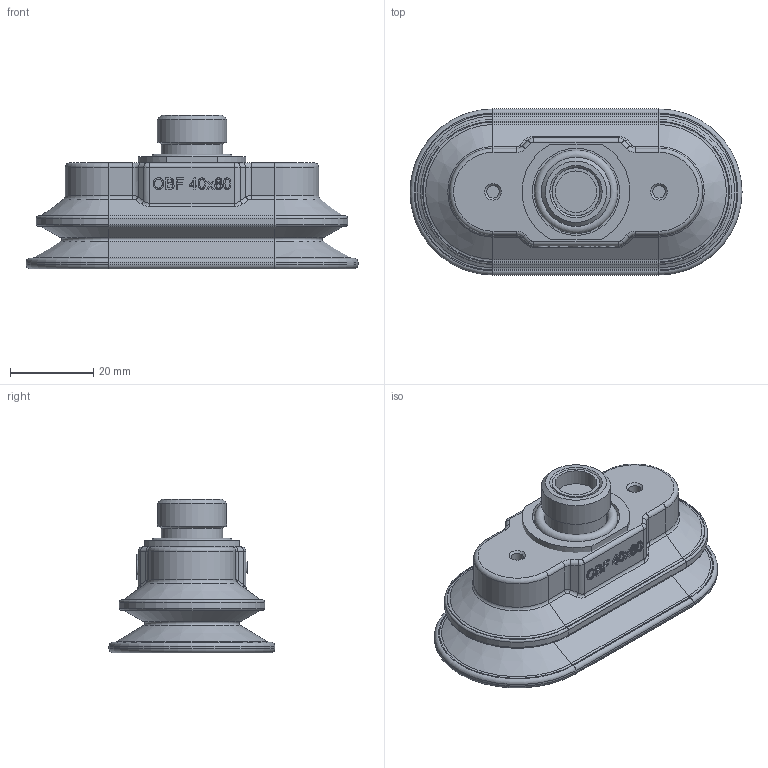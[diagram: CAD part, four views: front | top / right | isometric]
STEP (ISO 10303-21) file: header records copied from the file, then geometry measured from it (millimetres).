
FILE_DESCRIPTION(/* description */ ('Unknown'),/* implementation_level */ '2;1');
FILE_NAME(/* name */ 'SE-0419027',/* time_stamp */ '2018-02-15T10:30:47+01:00',/* author */ ('Unknown'),/* organization */ ('Unknown'),/* preprocessor_version */ 'ST-DEVELOPER v16.7',/* originating_system */ 'DEX',/* authorisation */ $);
FILE_SCHEMA (('AUTOMOTIVE_DESIGN {1 0 10303 214 3 1 1}'));
Length unit declared in the file: millimetre
Products named in the file (8): SE-0419027; SE-0419029; 0107148; 0106793; 3113636; 3150311; 3150309; SE-0418997
Assembly tree (7 placements, depth 3):
  SE-0419027
    SE-0419029
    0107148
      0106793
      3113636
      3150311
      3150309
    SE-0418997
Bounding box: 80 x 40 x 37 mm (x, y, z)
Volume: 50879.4 mm3; surface area: 16360.8 mm2
Topology: 6 solids, 6 shells, 412 faces, 1015 edges, 650 vertices
Faces by surface type: cylinder 184, plane 160, torus 31, bspline 25, cone 12
Full cylindrical faces by diameter (mm): 2 x8, 3 x4, 10 x2, 11.3 x1, 11.5 x2, 11.6 x1, 14.8 x1, 16.66 x1, 17 x2, 19 x2, 21 x1
Entity records: 13272 total; most frequent: CARTESIAN_POINT 3355, DIRECTION 2109, ORIENTED_EDGE 1918, EDGE_CURVE 959, AXIS2_PLACEMENT_3D 815, VERTEX_POINT 635, FACE_BOUND 514, EDGE_LOOP 513
